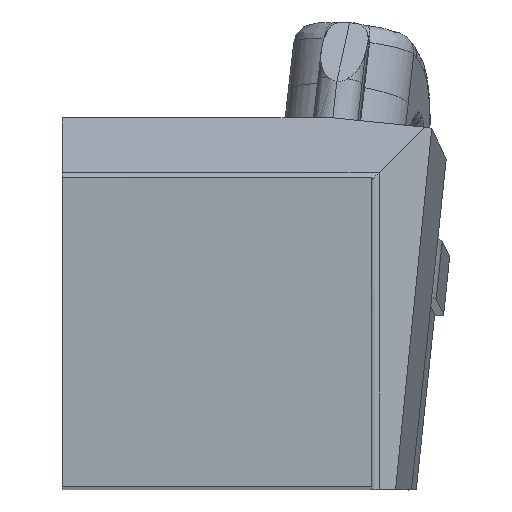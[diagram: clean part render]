
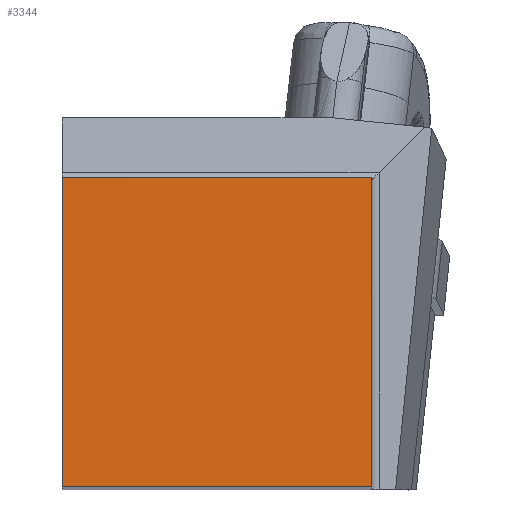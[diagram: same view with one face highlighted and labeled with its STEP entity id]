
A CAD part, top view. The second image highlights one B-rep face of the part: STEP entity #3344.
In plain terms, the highlighted planar face has unit normal (0, 0, 1).
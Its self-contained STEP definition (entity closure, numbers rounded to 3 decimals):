
#656=VERTEX_POINT('',#3987);
#657=VERTEX_POINT('',#3989);
#659=VERTEX_POINT('',#3995);
#663=VERTEX_POINT('',#4012);
#992=VECTOR('',#3672,1.);
#996=VECTOR('',#3677,1.);
#999=VECTOR('',#3685,1.);
#1009=VECTOR('',#3696,1.);
#1136=LINE('',#3988,#992);
#1140=LINE('',#3997,#996);
#1143=LINE('',#4011,#999);
#1153=LINE('',#4051,#1009);
#1280=EDGE_CURVE('',#657,#656,#1136,.T.);
#1284=EDGE_CURVE('',#656,#659,#1140,.T.);
#1289=EDGE_CURVE('',#657,#663,#1143,.T.);
#1301=EDGE_CURVE('',#663,#659,#1153,.T.);
#1850=ORIENTED_EDGE('',*,*,#1284,.T.);
#1851=ORIENTED_EDGE('',*,*,#1301,.F.);
#1852=ORIENTED_EDGE('',*,*,#1289,.F.);
#1853=ORIENTED_EDGE('',*,*,#1280,.T.);
#2918=EDGE_LOOP('',(#1850,#1851,#1852,#1853));
#3131=FACE_BOUND('',#2918,.T.);
#3344=ADVANCED_FACE('',(#3131),#10878,.T.);
#3557=AXIS2_PLACEMENT_3D('',#4050,#3695,$);
#3672=DIRECTION('',(0.,1.,0.));
#3677=DIRECTION('',(-1.,0.,0.));
#3685=DIRECTION('',(-1.,0.,0.));
#3695=DIRECTION('',(0.,0.,1.));
#3696=DIRECTION('',(0.,1.,0.));
#3987=CARTESIAN_POINT('',(27.,25.,0.));
#3988=CARTESIAN_POINT('',(27.,0.,0.));
#3989=CARTESIAN_POINT('',(27.,0.,0.));
#3995=CARTESIAN_POINT('',(2.,25.,0.));
#3997=CARTESIAN_POINT('',(27.,25.,0.));
#4011=CARTESIAN_POINT('',(27.,0.,0.));
#4012=CARTESIAN_POINT('',(2.,0.,0.));
#4050=CARTESIAN_POINT('',(27.,25.,0.));
#4051=CARTESIAN_POINT('',(2.,0.,0.));
#10878=PLANE('',#3557);
